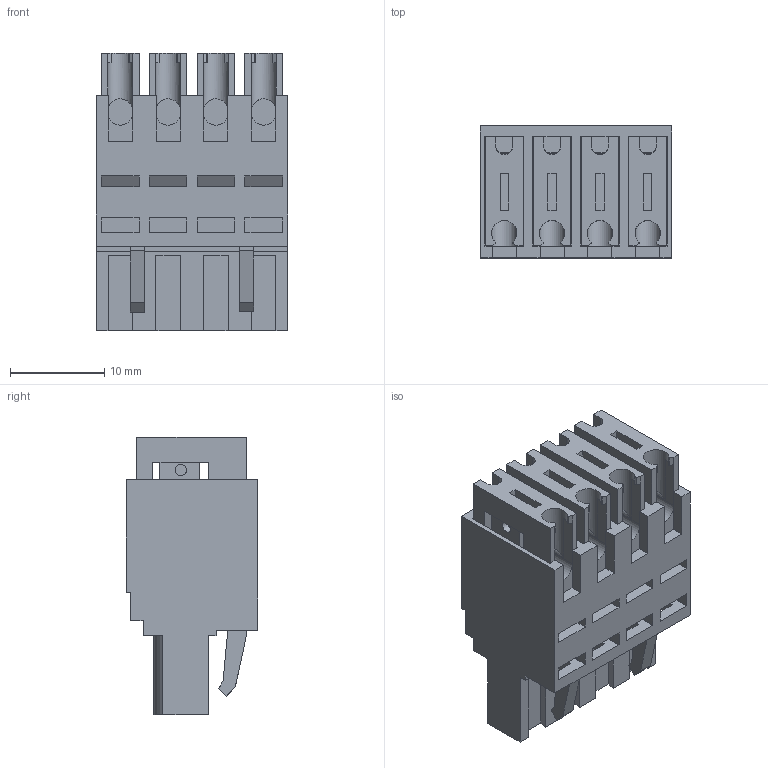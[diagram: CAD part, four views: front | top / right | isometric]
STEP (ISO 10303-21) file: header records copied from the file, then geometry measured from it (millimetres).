
FILE_DESCRIPTION( ( 'Unknown' ), '1' );
FILE_NAME( '691358710004.stp', 'Unknown', ( 'Unknown' ), ( 'Unknown' ), 'PSStep 18.0.17', 'Unknown', ' ' );
FILE_SCHEMA( ( 'AUTOMOTIVE_DESIGN { 1 0 10303 214 1 1 1 1 }' ) );
Length unit declared in the file: millimetre
Products named in the file (4): Assem1; 6913587100xx; 691(358710)(359740)0xx_Actuator; 691358710004
Assembly tree (9 placements, depth 2):
  Assem1
    6913587100xx  x4
    691(358710)(359740)0xx_Actuator  x4
    691358710004
Bounding box: 20.32 x 14 x 29.5 mm (x, y, z)
Volume: 3586.5 mm3; surface area: 9404.1 mm2
Topology: 5 solids, 9 shells, 1271 faces, 3636 edges, 2374 vertices
Faces by surface type: plane 890, cylinder 345, bspline 16, torus 16, cone 4
Full cylindrical faces by diameter (mm): 1.2 x4, 1.5 x4, 2.9 x4
Entity records: 23774 total; most frequent: CARTESIAN_POINT 4443, ORIENTED_EDGE 3170, DIRECTION 2916, EDGE_CURVE 1585, LINE 1350, VECTOR 1350, VERTEX_POINT 1050, AXIS2_PLACEMENT_3D 783
